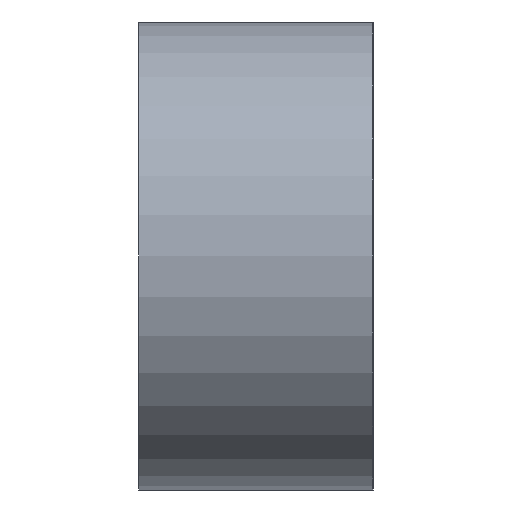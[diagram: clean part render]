
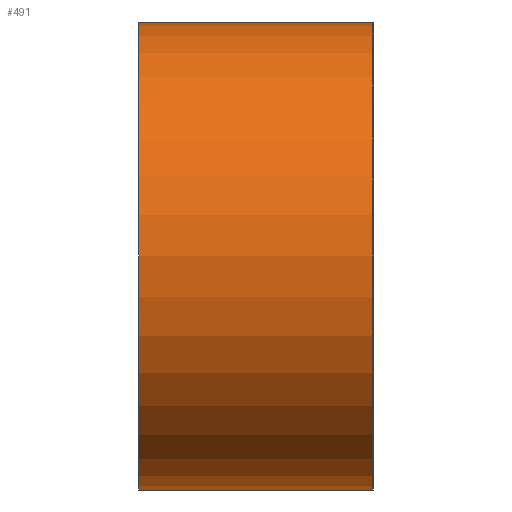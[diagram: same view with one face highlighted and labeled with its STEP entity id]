
A CAD part, left-side view. The second image highlights one B-rep face of the part: STEP entity #491.
In plain terms, the highlighted cylindrical face has radius 4 mm (diameter 8 mm), a partial arc.
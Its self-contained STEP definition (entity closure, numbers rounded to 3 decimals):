
#45 = CARTESIAN_POINT ( 'NONE',  ( -80., 4., 4. ) ) ;
#47 = ORIENTED_EDGE ( 'NONE', *, *, #459, .F. ) ;
#49 = VERTEX_POINT ( 'NONE', #1763 ) ;
#114 = ORIENTED_EDGE ( 'NONE', *, *, #384, .T. ) ;
#119 = CARTESIAN_POINT ( 'NONE',  ( -80., 4., 0. ) ) ;
#139 = EDGE_CURVE ( 'NONE', #1702, #1574, #1525, .T. ) ;
#199 = FACE_OUTER_BOUND ( 'NONE', #870, .T. ) ;
#216 = CIRCLE ( 'NONE', #1200, 4. ) ;
#246 = VERTEX_POINT ( 'NONE', #45 ) ;
#300 = DIRECTION ( 'NONE',  ( 0., -1., 0. ) ) ;
#384 = EDGE_CURVE ( 'NONE', #49, #1702, #1654, .T. ) ;
#459 = EDGE_CURVE ( 'NONE', #49, #246, #216, .T. ) ;
#491 = ADVANCED_FACE ( 'NONE', ( #199 ), #1245, .T. ) ;
#495 = AXIS2_PLACEMENT_3D ( 'NONE', #1246, #1117, #985 ) ;
#528 = DIRECTION ( 'NONE',  ( 0., -1., 0. ) ) ;
#551 = ORIENTED_EDGE ( 'NONE', *, *, #139, .T. ) ;
#707 = CARTESIAN_POINT ( 'NONE',  ( -80., 4., 4. ) ) ;
#794 = VECTOR ( 'NONE', #300, 1000. ) ;
#834 = DIRECTION ( 'NONE',  ( 0., 0., 1. ) ) ;
#870 = EDGE_LOOP ( 'NONE', ( #551, #1136, #47, #114 ) ) ;
#985 = DIRECTION ( 'NONE',  ( 0., 0., 1. ) ) ;
#1116 = CARTESIAN_POINT ( 'NONE',  ( -80., 0., 4. ) ) ;
#1117 = DIRECTION ( 'NONE',  ( 0., 1., 0. ) ) ;
#1136 = ORIENTED_EDGE ( 'NONE', *, *, #1590, .F. ) ;
#1194 = CARTESIAN_POINT ( 'NONE',  ( -80., 4., -4. ) ) ;
#1200 = AXIS2_PLACEMENT_3D ( 'NONE', #1778, #1627, #834 ) ;
#1229 = DIRECTION ( 'NONE',  ( 0., 0., -1. ) ) ;
#1245 = CYLINDRICAL_SURFACE ( 'NONE', #1479, 4. ) ;
#1246 = CARTESIAN_POINT ( 'NONE',  ( -80., 0., 0. ) ) ;
#1307 = VECTOR ( 'NONE', #528, 1000. ) ;
#1479 = AXIS2_PLACEMENT_3D ( 'NONE', #119, #1635, #1229 ) ;
#1520 = CARTESIAN_POINT ( 'NONE',  ( -80., 0., -4. ) ) ;
#1525 = CIRCLE ( 'NONE', #495, 4. ) ;
#1574 = VERTEX_POINT ( 'NONE', #1116 ) ;
#1590 = EDGE_CURVE ( 'NONE', #246, #1574, #1728, .T. ) ;
#1627 = DIRECTION ( 'NONE',  ( 0., 1., 0. ) ) ;
#1635 = DIRECTION ( 'NONE',  ( 0., -1., 0. ) ) ;
#1654 = LINE ( 'NONE', #1194, #1307 ) ;
#1702 = VERTEX_POINT ( 'NONE', #1520 ) ;
#1728 = LINE ( 'NONE', #707, #794 ) ;
#1763 = CARTESIAN_POINT ( 'NONE',  ( -80., 4., -4. ) ) ;
#1778 = CARTESIAN_POINT ( 'NONE',  ( -80., 4., 0. ) ) ;
